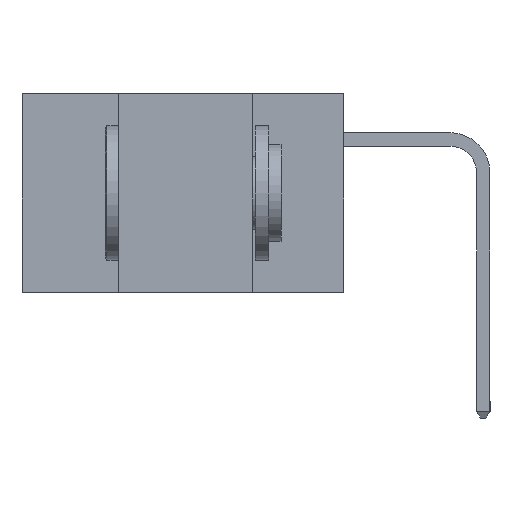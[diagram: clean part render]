
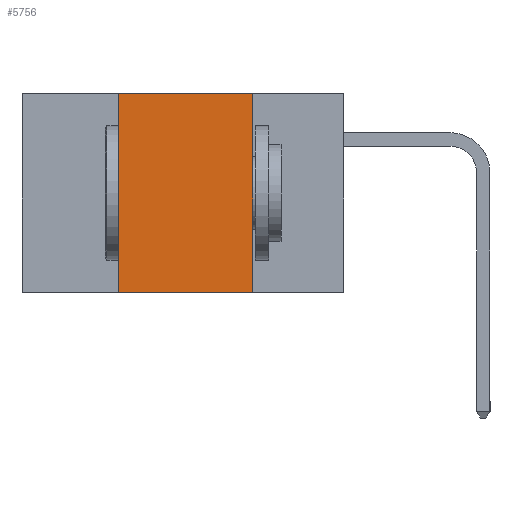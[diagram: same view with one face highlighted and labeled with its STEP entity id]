
A CAD part, left-side view. The second image highlights one B-rep face of the part: STEP entity #5756.
In plain terms, the highlighted planar face has unit normal (-1, 0, 0).
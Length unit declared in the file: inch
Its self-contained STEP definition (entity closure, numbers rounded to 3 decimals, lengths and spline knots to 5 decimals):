
#485 = VERTEX_POINT ( 'NONE', #4952 ) ;
#855 = EDGE_CURVE ( 'NONE', #7166, #13907, #18482, .T. ) ;
#1744 = ORIENTED_EDGE ( 'NONE', *, *, #15687, .F. ) ;
#4582 = ORIENTED_EDGE ( 'NONE', *, *, #14530, .F. ) ;
#4952 = CARTESIAN_POINT ( 'NONE',  ( 0., 0.42, 0. ) ) ;
#5120 = CARTESIAN_POINT ( 'NONE',  ( 0., 0.42, -0.37 ) ) ;
#5756 = ADVANCED_FACE ( 'NONE', ( #19969 ), #16276, .F. ) ;
#6234 = VECTOR ( 'NONE', #14759, 39.37008 ) ;
#6892 = LINE ( 'NONE', #8708, #6234 ) ;
#7166 = VERTEX_POINT ( 'NONE', #10590 ) ;
#8268 = DIRECTION ( 'NONE',  ( 0., 0., -1. ) ) ;
#8708 = CARTESIAN_POINT ( 'NONE',  ( 0., 0.6, 0. ) ) ;
#10590 = CARTESIAN_POINT ( 'NONE',  ( 0., 0.17, 0. ) ) ;
#10981 = CARTESIAN_POINT ( 'NONE',  ( 0., 0.6, -0.37 ) ) ;
#11340 = EDGE_CURVE ( 'NONE', #21117, #13907, #21880, .T. ) ;
#12978 = DIRECTION ( 'NONE',  ( 0., -1., 0. ) ) ;
#13904 = DIRECTION ( 'NONE',  ( 0., 0., -1. ) ) ;
#13907 = VERTEX_POINT ( 'NONE', #19322 ) ;
#14244 = CARTESIAN_POINT ( 'NONE',  ( 0., 0.6, 0. ) ) ;
#14530 = EDGE_CURVE ( 'NONE', #21117, #485, #19830, .T. ) ;
#14759 = DIRECTION ( 'NONE',  ( 0., -1., 0. ) ) ;
#15687 = EDGE_CURVE ( 'NONE', #485, #7166, #6892, .T. ) ;
#16276 = PLANE ( 'NONE',  #16517 ) ;
#16517 = AXIS2_PLACEMENT_3D ( 'NONE', #14244, #20314, #8268 ) ;
#16524 = VECTOR ( 'NONE', #12978, 39.37008 ) ;
#18482 = LINE ( 'NONE', #25710, #23848 ) ;
#19211 = DIRECTION ( 'NONE',  ( 0., 0., 1. ) ) ;
#19322 = CARTESIAN_POINT ( 'NONE',  ( 0., 0.17, -0.37 ) ) ;
#19830 = LINE ( 'NONE', #5120, #25201 ) ;
#19969 = FACE_OUTER_BOUND ( 'NONE', #24516, .T. ) ;
#20314 = DIRECTION ( 'NONE',  ( 1., 0., 0. ) ) ;
#20453 = ORIENTED_EDGE ( 'NONE', *, *, #855, .F. ) ;
#21117 = VERTEX_POINT ( 'NONE', #21410 ) ;
#21410 = CARTESIAN_POINT ( 'NONE',  ( 0., 0.42, -0.37 ) ) ;
#21836 = ORIENTED_EDGE ( 'NONE', *, *, #11340, .T. ) ;
#21880 = LINE ( 'NONE', #10981, #16524 ) ;
#23848 = VECTOR ( 'NONE', #13904, 39.37008 ) ;
#24516 = EDGE_LOOP ( 'NONE', ( #20453, #1744, #4582, #21836 ) ) ;
#25201 = VECTOR ( 'NONE', #19211, 39.37008 ) ;
#25710 = CARTESIAN_POINT ( 'NONE',  ( 0., 0.17, -0.37 ) ) ;
